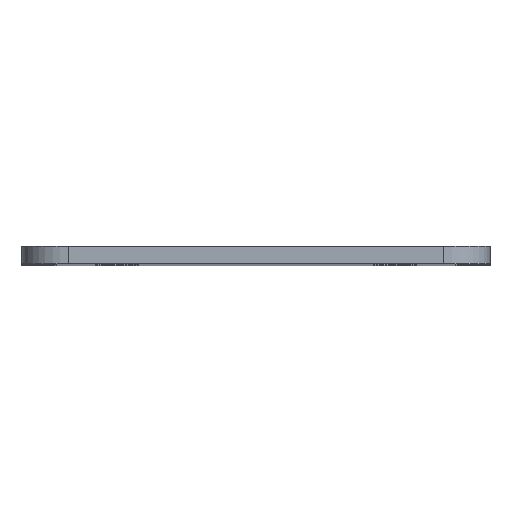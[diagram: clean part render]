
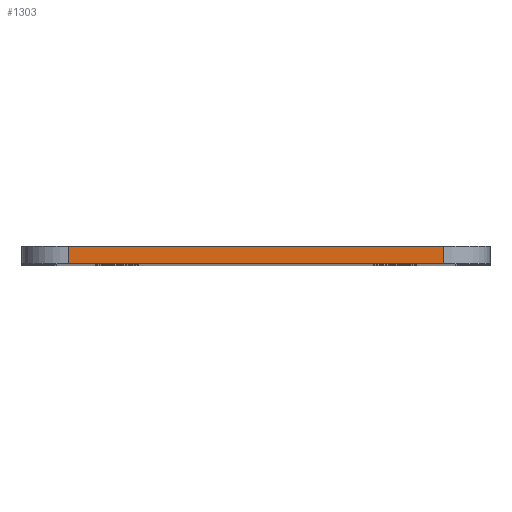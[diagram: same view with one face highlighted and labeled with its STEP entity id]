
A CAD part, top view. The second image highlights one B-rep face of the part: STEP entity #1303.
In plain terms, the highlighted planar face has unit normal (0, 0, 1).
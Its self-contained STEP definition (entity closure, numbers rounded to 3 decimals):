
#43=DIRECTION('',(1.,0.,0.));
#44=VECTOR('',#43,32.3);
#45=CARTESIAN_POINT('',(-16.15,0.,50.));
#46=LINE('',#45,#44);
#302=DIRECTION('',(1.,0.,0.));
#303=VECTOR('',#302,32.3);
#304=CARTESIAN_POINT('',(-16.15,1.5,50.));
#305=LINE('',#304,#303);
#446=DIRECTION('',(0.,-1.,0.));
#447=VECTOR('',#446,1.5);
#448=CARTESIAN_POINT('',(-16.15,1.5,50.));
#449=LINE('',#448,#447);
#450=DIRECTION('',(0.,-1.,0.));
#451=VECTOR('',#450,1.5);
#452=CARTESIAN_POINT('',(16.15,1.5,50.));
#453=LINE('',#452,#451);
#698=CARTESIAN_POINT('',(-16.15,0.,50.));
#700=VERTEX_POINT('',#698);
#704=CARTESIAN_POINT('',(-16.15,1.5,50.));
#705=VERTEX_POINT('',#704);
#707=CARTESIAN_POINT('',(16.15,0.,50.));
#709=VERTEX_POINT('',#707);
#710=CARTESIAN_POINT('',(16.15,1.5,50.));
#711=VERTEX_POINT('',#710);
#1292=CARTESIAN_POINT('',(-20.15,0.,50.));
#1293=DIRECTION('',(0.,0.,1.));
#1294=DIRECTION('',(1.,0.,0.));
#1295=AXIS2_PLACEMENT_3D('',#1292,#1293,#1294);
#1296=PLANE('',#1295);
#1297=ORIENTED_EDGE('',*,*,#1091,.F.);
#1298=ORIENTED_EDGE('',*,*,#985,.T.);
#1299=ORIENTED_EDGE('',*,*,#1285,.T.);
#1300=ORIENTED_EDGE('',*,*,#785,.F.);
#1301=EDGE_LOOP('',(#1297,#1298,#1299,#1300));
#1302=FACE_OUTER_BOUND('',#1301,.F.);
#1303=ADVANCED_FACE('',(#1302),#1296,.T.);
#785=EDGE_CURVE('',#700,#709,#46,.T.);
#985=EDGE_CURVE('',#705,#711,#305,.T.);
#1091=EDGE_CURVE('',#705,#700,#449,.T.);
#1285=EDGE_CURVE('',#711,#709,#453,.T.);
